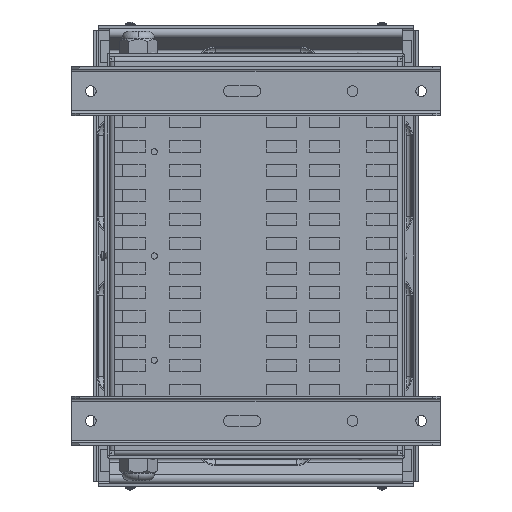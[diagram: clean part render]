
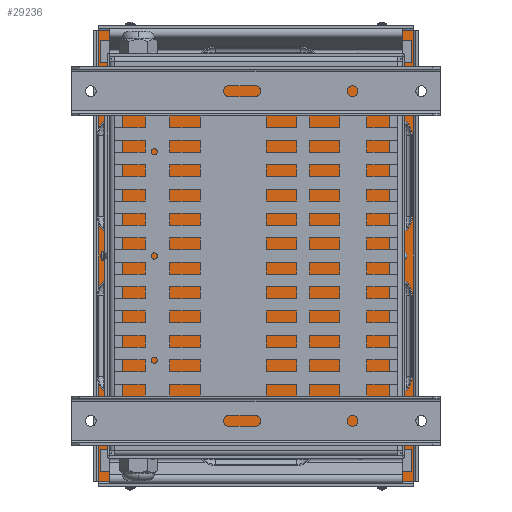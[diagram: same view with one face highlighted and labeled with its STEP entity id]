
A CAD part, front view. The second image highlights one B-rep face of the part: STEP entity #29236.
In plain terms, the highlighted planar face has unit normal (0, -1, 0).
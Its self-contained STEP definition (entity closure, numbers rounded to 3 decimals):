
#975=FACE_BOUND('',#5338,.T.);
#976=FACE_BOUND('',#5339,.T.);
#1866=PLANE('',#31924);
#3348=FACE_OUTER_BOUND('',#5337,.T.);
#5337=EDGE_LOOP('',(#26985,#26986,#26987,#26988));
#5338=EDGE_LOOP('',(#26989,#26990,#26991,#26992));
#5339=EDGE_LOOP('',(#26993,#26994,#26995,#26996));
#8145=LINE('',#49723,#11003);
#8160=LINE('',#49761,#11018);
#8175=LINE('',#49799,#11033);
#8189=LINE('',#49834,#11047);
#8190=LINE('',#49838,#11048);
#8194=LINE('',#49846,#11052);
#8197=LINE('',#49852,#11055);
#8200=LINE('',#49857,#11058);
#8202=LINE('',#49863,#11060);
#8206=LINE('',#49871,#11064);
#8209=LINE('',#49877,#11067);
#8212=LINE('',#49882,#11070);
#11003=VECTOR('',#39481,10.);
#11018=VECTOR('',#39522,10.);
#11033=VECTOR('',#39563,10.);
#11047=VECTOR('',#39603,10.);
#11048=VECTOR('',#39606,10.);
#11052=VECTOR('',#39612,10.);
#11055=VECTOR('',#39617,10.);
#11058=VECTOR('',#39622,10.);
#11060=VECTOR('',#39628,10.);
#11064=VECTOR('',#39634,10.);
#11067=VECTOR('',#39639,10.);
#11070=VECTOR('',#39644,10.);
#14843=VERTEX_POINT('',#49708);
#14844=VERTEX_POINT('',#49712);
#14854=VERTEX_POINT('',#49748);
#14864=VERTEX_POINT('',#49786);
#14874=VERTEX_POINT('',#49836);
#14875=VERTEX_POINT('',#49837);
#14878=VERTEX_POINT('',#49845);
#14880=VERTEX_POINT('',#49851);
#14882=VERTEX_POINT('',#49861);
#14883=VERTEX_POINT('',#49862);
#14886=VERTEX_POINT('',#49870);
#14888=VERTEX_POINT('',#49876);
#18869=EDGE_CURVE('',#14844,#14843,#8145,.T.);
#18888=EDGE_CURVE('',#14843,#14854,#8160,.T.);
#18907=EDGE_CURVE('',#14854,#14864,#8175,.T.);
#18925=EDGE_CURVE('',#14864,#14844,#8189,.T.);
#18926=EDGE_CURVE('',#14874,#14875,#8190,.T.);
#18930=EDGE_CURVE('',#14875,#14878,#8194,.T.);
#18933=EDGE_CURVE('',#14878,#14880,#8197,.T.);
#18936=EDGE_CURVE('',#14880,#14874,#8200,.T.);
#18938=EDGE_CURVE('',#14882,#14883,#8202,.T.);
#18942=EDGE_CURVE('',#14883,#14886,#8206,.T.);
#18945=EDGE_CURVE('',#14886,#14888,#8209,.T.);
#18948=EDGE_CURVE('',#14888,#14882,#8212,.T.);
#26985=ORIENTED_EDGE('',*,*,#18869,.F.);
#26986=ORIENTED_EDGE('',*,*,#18925,.F.);
#26987=ORIENTED_EDGE('',*,*,#18907,.F.);
#26988=ORIENTED_EDGE('',*,*,#18888,.F.);
#26989=ORIENTED_EDGE('',*,*,#18926,.T.);
#26990=ORIENTED_EDGE('',*,*,#18930,.T.);
#26991=ORIENTED_EDGE('',*,*,#18933,.T.);
#26992=ORIENTED_EDGE('',*,*,#18936,.T.);
#26993=ORIENTED_EDGE('',*,*,#18938,.T.);
#26994=ORIENTED_EDGE('',*,*,#18942,.T.);
#26995=ORIENTED_EDGE('',*,*,#18945,.T.);
#26996=ORIENTED_EDGE('',*,*,#18948,.T.);
#29236=ADVANCED_FACE('',(#3348,#975,#976),#1866,.F.);
#31924=AXIS2_PLACEMENT_3D('',#49885,#39648,#39649);
#39481=DIRECTION('',(-1.,0.,0.));
#39522=DIRECTION('',(0.,0.,1.));
#39563=DIRECTION('',(1.,0.,0.));
#39603=DIRECTION('',(0.,0.,-1.));
#39606=DIRECTION('',(-1.,0.,0.));
#39612=DIRECTION('',(0.,0.,1.));
#39617=DIRECTION('',(1.,0.,0.));
#39622=DIRECTION('',(0.,0.,-1.));
#39628=DIRECTION('',(0.,0.,1.));
#39634=DIRECTION('',(1.,0.,0.));
#39639=DIRECTION('',(0.,0.,-1.));
#39644=DIRECTION('',(-1.,0.,0.));
#39648=DIRECTION('center_axis',(0.,1.,0.));
#39649=DIRECTION('ref_axis',(0.,0.,1.));
#49708=CARTESIAN_POINT('',(-367.01,0.,0.));
#49712=CARTESIAN_POINT('',(0.,0.,0.));
#49723=CARTESIAN_POINT('',(0.,0.,0.));
#49748=CARTESIAN_POINT('',(-367.01,0.,256.));
#49761=CARTESIAN_POINT('',(-367.01,0.,0.));
#49786=CARTESIAN_POINT('',(0.,0.,256.));
#49799=CARTESIAN_POINT('',(-367.01,0.,256.));
#49834=CARTESIAN_POINT('',(0.,0.,256.));
#49836=CARTESIAN_POINT('',(-7.85,0.,1.));
#49837=CARTESIAN_POINT('',(-25.835,0.,1.));
#49838=CARTESIAN_POINT('',(-104.67,0.,1.));
#49845=CARTESIAN_POINT('',(-25.835,0.,255.));
#49846=CARTESIAN_POINT('',(-25.835,0.,191.5));
#49851=CARTESIAN_POINT('',(-7.85,0.,255.));
#49852=CARTESIAN_POINT('',(-95.677,0.,255.));
#49857=CARTESIAN_POINT('',(-7.85,0.,64.5));
#49861=CARTESIAN_POINT('',(-359.16,0.,1.));
#49862=CARTESIAN_POINT('',(-359.16,0.,255.));
#49863=CARTESIAN_POINT('',(-359.16,0.,191.5));
#49870=CARTESIAN_POINT('',(-341.16,0.,255.));
#49871=CARTESIAN_POINT('',(-262.333,0.,255.));
#49876=CARTESIAN_POINT('',(-341.16,0.,1.));
#49877=CARTESIAN_POINT('',(-341.16,0.,64.5));
#49882=CARTESIAN_POINT('',(-271.333,0.,1.));
#49885=CARTESIAN_POINT('Origin',(-183.505,0.,128.));
